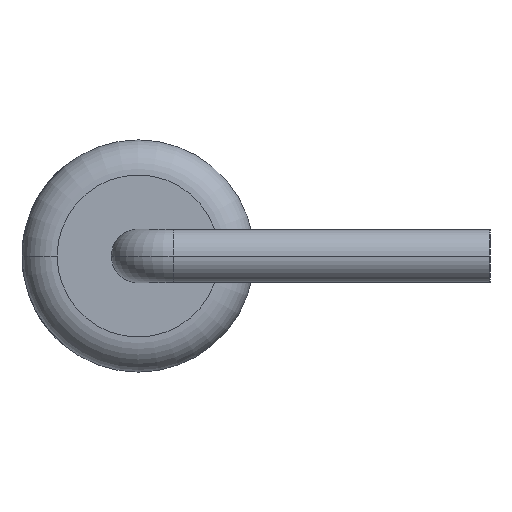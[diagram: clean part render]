
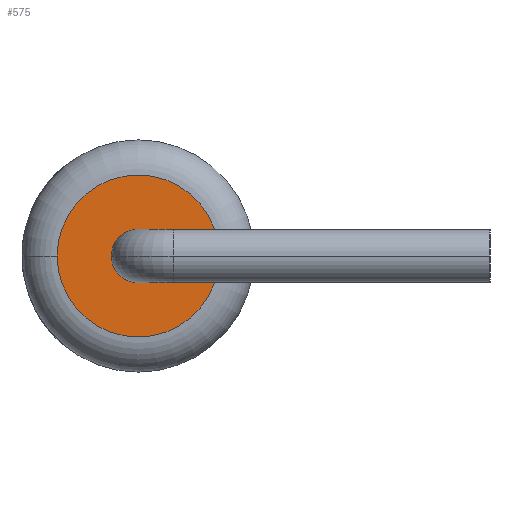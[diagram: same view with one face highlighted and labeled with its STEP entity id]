
A CAD part, left-side view. The second image highlights one B-rep face of the part: STEP entity #575.
In plain terms, the highlighted planar face has unit normal (-1, 0, 0).
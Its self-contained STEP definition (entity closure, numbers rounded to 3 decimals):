
#126 = ORIENTED_EDGE ( 'NONE', *, *, #1715, .T. ) ;
#127 = ORIENTED_EDGE ( 'NONE', *, *, #1620, .T. ) ;
#128 = ORIENTED_EDGE ( 'NONE', *, *, #1696, .T. ) ;
#129 = ORIENTED_EDGE ( 'NONE', *, *, #1712, .T. ) ;
#161 = EDGE_LOOP ( 'NONE', ( #128, #129 ) ) ;
#179 = EDGE_LOOP ( 'NONE', ( #126, #127 ) ) ;
#274 = VERTEX_POINT ( 'NONE', #3369 ) ;
#575 = ADVANCED_FACE ( 'NONE', ( #619, #623 ), #2784, .F. ) ;
#619 = FACE_OUTER_BOUND ( 'NONE', #179, .T. ) ;
#623 = FACE_BOUND ( 'NONE', #161, .T. ) ;
#740 = CIRCLE ( 'NONE', #2544, 1.151 ) ;
#1190 = CARTESIAN_POINT ( 'NONE',  ( 2.159, 5.151, 0. ) ) ;
#1198 = CARTESIAN_POINT ( 'NONE',  ( 2.159, 4., -0.381 ) ) ;
#1210 = CARTESIAN_POINT ( 'NONE',  ( 2.159, 4., 0.381 ) ) ;
#1620 = EDGE_CURVE ( 'NONE', #274, #3260, #740, .T. ) ;
#1696 = EDGE_CURVE ( 'NONE', #3268, #3280, #1892, .T. ) ;
#1712 = EDGE_CURVE ( 'NONE', #3280, #3268, #1909, .T. ) ;
#1715 = EDGE_CURVE ( 'NONE', #3260, #274, #1908, .T. ) ;
#1892 = CIRCLE ( 'NONE', #2575, 0.381 ) ;
#1908 = CIRCLE ( 'NONE', #2582, 1.151 ) ;
#1909 = CIRCLE ( 'NONE', #2580, 0.381 ) ;
#2063 = CARTESIAN_POINT ( 'NONE',  ( 2.159, 4., 0. ) ) ;
#2064 = DIRECTION ( 'NONE',  ( 1., 0., 0. ) ) ;
#2065 = DIRECTION ( 'NONE',  ( 0., 0., 1. ) ) ;
#2145 = CARTESIAN_POINT ( 'NONE',  ( 2.159, 4., 0. ) ) ;
#2146 = DIRECTION ( 'NONE',  ( 1., 0., 0. ) ) ;
#2147 = DIRECTION ( 'NONE',  ( 0., 0., 1. ) ) ;
#2167 = CARTESIAN_POINT ( 'NONE',  ( 2.159, 4., 0. ) ) ;
#2168 = DIRECTION ( 'NONE',  ( -1., 0., 0. ) ) ;
#2169 = DIRECTION ( 'NONE',  ( 0., 1., 0. ) ) ;
#2486 = AXIS2_PLACEMENT_3D ( 'NONE', #2791, #2792, #2793 ) ;
#2544 = AXIS2_PLACEMENT_3D ( 'NONE', #2931, #2932, #2933 ) ;
#2575 = AXIS2_PLACEMENT_3D ( 'NONE', #2063, #2064, #2065 ) ;
#2580 = AXIS2_PLACEMENT_3D ( 'NONE', #2145, #2146, #2147 ) ;
#2582 = AXIS2_PLACEMENT_3D ( 'NONE', #2167, #2168, #2169 ) ;
#2784 = PLANE ( 'NONE',  #2486 ) ;
#2791 = CARTESIAN_POINT ( 'NONE',  ( 2.159, 4., 0. ) ) ;
#2792 = DIRECTION ( 'NONE',  ( 1., 0., 0. ) ) ;
#2793 = DIRECTION ( 'NONE',  ( 0., 1., 0. ) ) ;
#2931 = CARTESIAN_POINT ( 'NONE',  ( 2.159, 4., 0. ) ) ;
#2932 = DIRECTION ( 'NONE',  ( -1., 0., 0. ) ) ;
#2933 = DIRECTION ( 'NONE',  ( 0., 1., 0. ) ) ;
#3260 = VERTEX_POINT ( 'NONE', #1190 ) ;
#3268 = VERTEX_POINT ( 'NONE', #1198 ) ;
#3280 = VERTEX_POINT ( 'NONE', #1210 ) ;
#3369 = CARTESIAN_POINT ( 'NONE',  ( 2.159, 2.849, 0. ) ) ;
